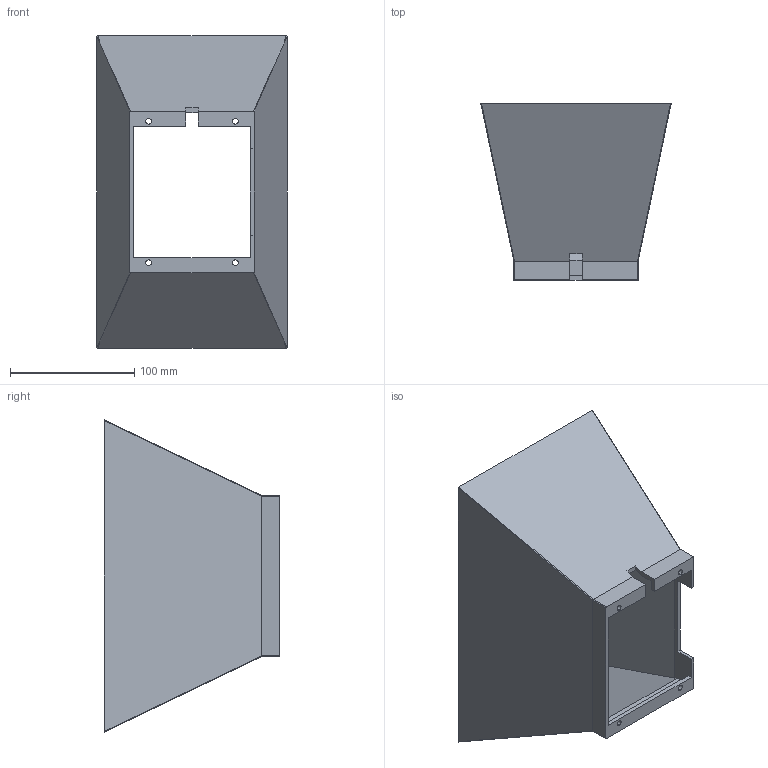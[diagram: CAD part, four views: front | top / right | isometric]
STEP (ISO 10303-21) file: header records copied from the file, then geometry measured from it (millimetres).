
FILE_DESCRIPTION (( 'STEP AP203' ), '1' );
FILE_NAME ('殑嫖欶^嫖埭耀輸.STEP', '2022-09-13T08:44:25', ( '' ), ( '' ), 'SwSTEP 2.0', 'SolidWorks 2016', '' );
FILE_SCHEMA (( 'CONFIG_CONTROL_DESIGN' ));
Length unit declared in the file: millimetre
Products named in the file (1): 殑嫖欶^嫖埭耀輸
Bounding box: 153.2 x 141.65 x 251.6 mm (x, y, z)
Volume: 312274.4 mm3; surface area: 184256.5 mm2
Topology: 1 solids, 1 shells, 50 faces, 137 edges, 88 vertices
Faces by surface type: plane 34, cylinder 12, bspline 4
Entity records: 1666 total; most frequent: CARTESIAN_POINT 340, ORIENTED_EDGE 274, DIRECTION 235, EDGE_CURVE 137, VECTOR 109, LINE 109, VERTEX_POINT 88, AXIS2_PLACEMENT_3D 63
